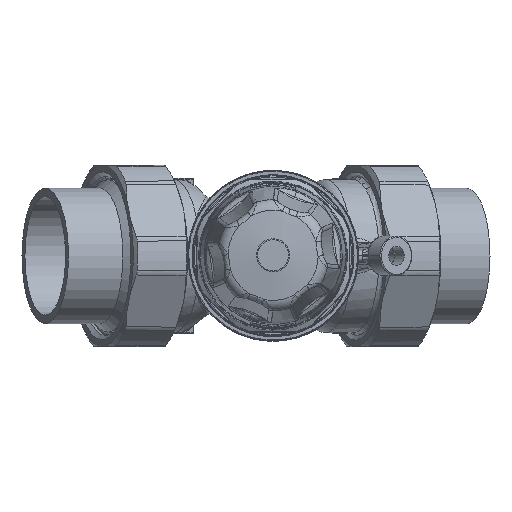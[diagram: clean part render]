
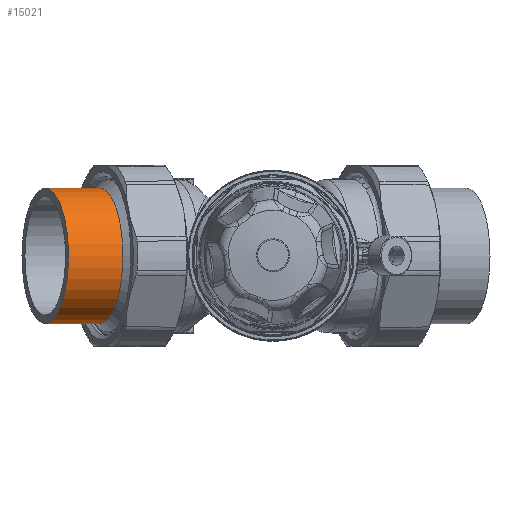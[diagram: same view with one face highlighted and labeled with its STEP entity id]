
A CAD part, top view. The second image highlights one B-rep face of the part: STEP entity #15021.
In plain terms, the highlighted cylindrical face has radius 31 mm (diameter 62 mm), a full revolution.
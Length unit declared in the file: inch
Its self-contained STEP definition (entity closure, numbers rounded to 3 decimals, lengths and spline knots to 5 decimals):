
#1952=CYLINDRICAL_SURFACE('',#16122,1.22047);
#2722=FACE_OUTER_BOUND('',#3605,.T.);
#3605=EDGE_LOOP('',(#12735,#12736,#12737,#12738));
#4159=LINE('',#52294,#4649);
#4649=VECTOR('',#18663,1.22047);
#5200=CIRCLE('',#16118,1.22047);
#5201=CIRCLE('',#16120,1.22047);
#6498=VERTEX_POINT('',#52285);
#6499=VERTEX_POINT('',#52289);
#8609=EDGE_CURVE('',#6498,#6498,#5200,.T.);
#8610=EDGE_CURVE('',#6499,#6499,#5201,.T.);
#8612=EDGE_CURVE('',#6498,#6499,#4159,.T.);
#12735=ORIENTED_EDGE('',*,*,#8609,.F.);
#12736=ORIENTED_EDGE('',*,*,#8612,.T.);
#12737=ORIENTED_EDGE('',*,*,#8610,.T.);
#12738=ORIENTED_EDGE('',*,*,#8612,.F.);
#15021=ADVANCED_FACE('',(#2722),#1952,.T.);
#16118=AXIS2_PLACEMENT_3D('',#52287,#18653,#18654);
#16120=AXIS2_PLACEMENT_3D('',#52290,#18657,#18658);
#16122=AXIS2_PLACEMENT_3D('',#52293,#18661,#18662);
#18653=DIRECTION('center_axis',(0.94,0.,
-0.342));
#18654=DIRECTION('ref_axis',(-0.342,0.,-0.94));
#18657=DIRECTION('center_axis',(0.94,0.,
-0.342));
#18658=DIRECTION('ref_axis',(-0.342,0.,-0.94));
#18661=DIRECTION('center_axis',(0.94,0.,
-0.342));
#18662=DIRECTION('ref_axis',(0.342,0.,0.94));
#18663=DIRECTION('',(-0.94,0.,0.342));
#52285=CARTESIAN_POINT('',(-3.53553,0.,-0.81171));
#52287=CARTESIAN_POINT('Origin',(-3.11811,0.,
0.33516));
#52289=CARTESIAN_POINT('',(-4.51518,0.,-0.45515));
#52290=CARTESIAN_POINT('Origin',(-4.09775,0.,
0.69172));
#52293=CARTESIAN_POINT('Origin',(-3.60793,0.,
0.51344));
#52294=CARTESIAN_POINT('',(-4.02536,0.,-0.63343));
